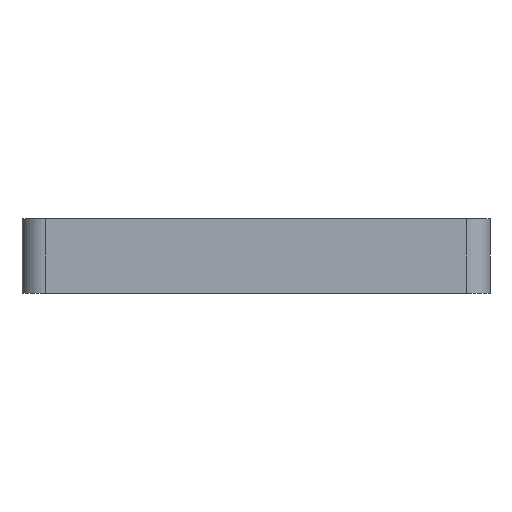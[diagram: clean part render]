
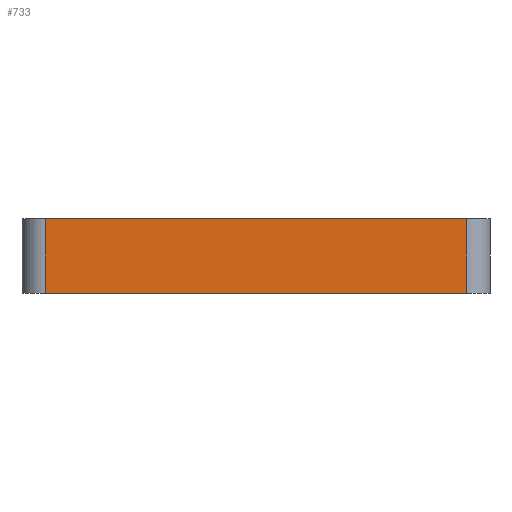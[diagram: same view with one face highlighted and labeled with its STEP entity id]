
A CAD part, front view. The second image highlights one B-rep face of the part: STEP entity #733.
In plain terms, the highlighted planar face has unit normal (0, -1, 0).
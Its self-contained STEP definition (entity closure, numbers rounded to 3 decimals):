
#5 = CARTESIAN_POINT ( 'NONE',  ( 45., -50., 32. ) ) ;
#12 = DIRECTION ( 'NONE',  ( 0., 1., 0. ) ) ;
#48 = AXIS2_PLACEMENT_3D ( 'NONE', #426, #12, #435 ) ;
#99 = CARTESIAN_POINT ( 'NONE',  ( -50., -50., 32. ) ) ;
#149 = PLANE ( 'NONE',  #48 ) ;
#286 = VERTEX_POINT ( 'NONE', #1579 ) ;
#313 = FACE_OUTER_BOUND ( 'NONE', #1739, .T. ) ;
#426 = CARTESIAN_POINT ( 'NONE',  ( -50., -50., 32. ) ) ;
#435 = DIRECTION ( 'NONE',  ( 0., 0., 1. ) ) ;
#443 = LINE ( 'NONE', #5, #666 ) ;
#628 = ORIENTED_EDGE ( 'NONE', *, *, #1497, .T. ) ;
#645 = EDGE_CURVE ( 'NONE', #1593, #286, #1577, .T. ) ;
#661 = CARTESIAN_POINT ( 'NONE',  ( 45., -50., 16. ) ) ;
#666 = VECTOR ( 'NONE', #1331, 1000. ) ;
#690 = DIRECTION ( 'NONE',  ( 1., 0., 0. ) ) ;
#716 = EDGE_CURVE ( 'NONE', #960, #1210, #1335, .T. ) ;
#724 = ORIENTED_EDGE ( 'NONE', *, *, #716, .T. ) ;
#733 = ADVANCED_FACE ( 'NONE', ( #313 ), #149, .F. ) ;
#752 = ORIENTED_EDGE ( 'NONE', *, *, #645, .F. ) ;
#813 = CARTESIAN_POINT ( 'NONE',  ( -45., -50., 32. ) ) ;
#826 = ORIENTED_EDGE ( 'NONE', *, *, #1011, .T. ) ;
#855 = VECTOR ( 'NONE', #690, 1000. ) ;
#914 = CARTESIAN_POINT ( 'NONE',  ( -45., -50., 16. ) ) ;
#960 = VERTEX_POINT ( 'NONE', #914 ) ;
#1011 = EDGE_CURVE ( 'NONE', #1593, #960, #1269, .T. ) ;
#1041 = CARTESIAN_POINT ( 'NONE',  ( -50., -50., 16. ) ) ;
#1059 = VECTOR ( 'NONE', #1179, 1000. ) ;
#1161 = CARTESIAN_POINT ( 'NONE',  ( -45., -50., 32. ) ) ;
#1179 = DIRECTION ( 'NONE',  ( 1., 0., 0. ) ) ;
#1210 = VERTEX_POINT ( 'NONE', #661 ) ;
#1269 = LINE ( 'NONE', #813, #1602 ) ;
#1331 = DIRECTION ( 'NONE',  ( 0., 0., 1. ) ) ;
#1335 = LINE ( 'NONE', #1041, #1059 ) ;
#1497 = EDGE_CURVE ( 'NONE', #1210, #286, #443, .T. ) ;
#1577 = LINE ( 'NONE', #99, #855 ) ;
#1579 = CARTESIAN_POINT ( 'NONE',  ( 45., -50., 32. ) ) ;
#1593 = VERTEX_POINT ( 'NONE', #1161 ) ;
#1602 = VECTOR ( 'NONE', #1848, 1000. ) ;
#1739 = EDGE_LOOP ( 'NONE', ( #752, #826, #724, #628 ) ) ;
#1848 = DIRECTION ( 'NONE',  ( 0., 0., -1. ) ) ;
